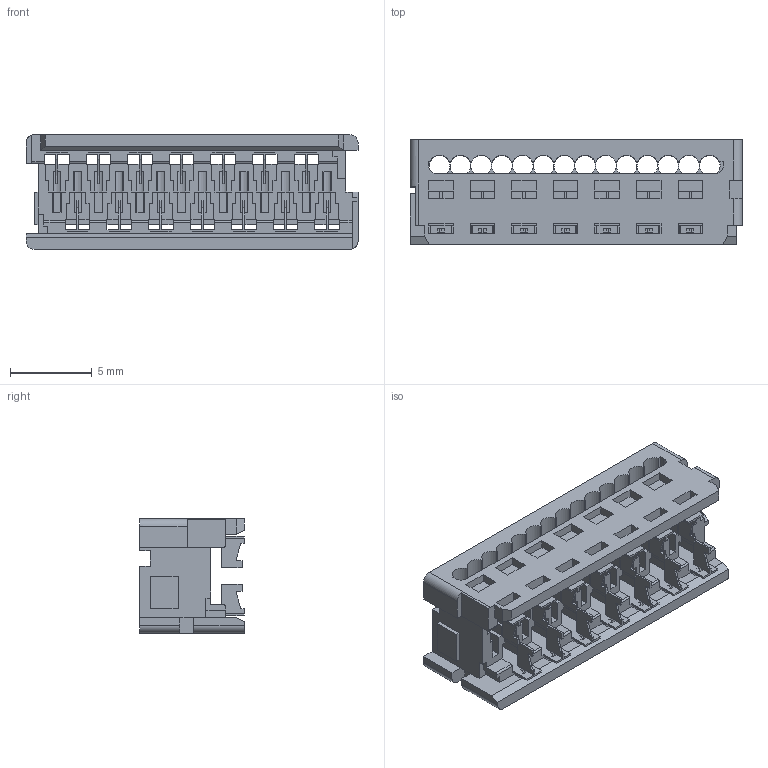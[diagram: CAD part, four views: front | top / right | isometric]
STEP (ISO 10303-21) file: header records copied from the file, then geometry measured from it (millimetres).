
FILE_DESCRIPTION(('Unknown'),'2;1');
FILE_NAME('','Unknown',('Unknown'),('Unknown'),'','Unknown','');
FILE_SCHEMA(('CONFIG_CONTROL_DESIGN'));
Length unit declared in the file: millimetre
Products named in the file (1): 903273314
Bounding box: 20.29 x 6.4 x 7 mm (x, y, z)
Volume: 406.8 mm3; surface area: 1530.3 mm2
Topology: 1 solids, 1 shells, 1206 faces, 3881 edges, 2505 vertices
Faces by surface type: plane 1060, cylinder 146
Full cylindrical faces by diameter (mm): 1.26 x14
Entity records: 41230 total; most frequent: ORIENTED_EDGE 7720, CARTESIAN_POINT 7324, DIRECTION 6277, EDGE_CURVE 3860, LINE 3375, VECTOR 3375, VERTEX_POINT 2498, AXIS2_PLACEMENT_3D 1451
